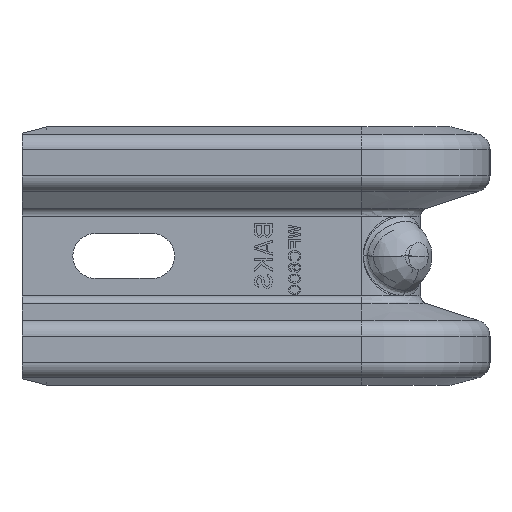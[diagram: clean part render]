
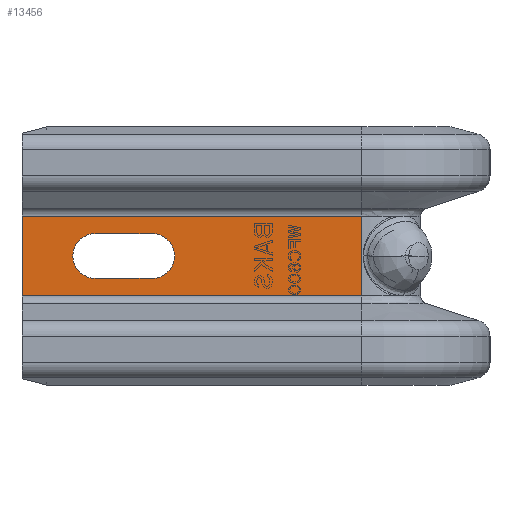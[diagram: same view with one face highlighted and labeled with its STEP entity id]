
A CAD part, left-side view. The second image highlights one B-rep face of the part: STEP entity #13456.
In plain terms, the highlighted planar face has unit normal (-1, 0, 0).
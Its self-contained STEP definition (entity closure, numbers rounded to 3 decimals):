
#2300=DIRECTION('',(0.,1.,0.));
#2301=VECTOR('',#2300,14.);
#2302=CARTESIAN_POINT('',(-657.,83.,5.5));
#2303=LINE('',#2302,#2301);
#2304=CARTESIAN_POINT('',(-657.,97.,0.));
#2305=DIRECTION('',(1.,0.,0.));
#2306=DIRECTION('',(0.,0.,-1.));
#2307=AXIS2_PLACEMENT_3D('',#2304,#2305,#2306);
#2309=DIRECTION('',(0.,-1.,0.));
#2310=VECTOR('',#2309,14.);
#2311=CARTESIAN_POINT('',(-657.,97.,-5.5));
#2312=LINE('',#2311,#2310);
#2313=CARTESIAN_POINT('',(-657.,83.,0.));
#2314=DIRECTION('',(1.,0.,0.));
#2315=DIRECTION('',(0.,0.,1.));
#2316=AXIS2_PLACEMENT_3D('',#2313,#2314,#2315);
#2318=DIRECTION('',(0.,0.,1.));
#2319=VECTOR('',#2318,19.6);
#2320=CARTESIAN_POINT('',(-657.,115.,-9.8));
#2321=LINE('',#2320,#2319);
#2322=DIRECTION('',(0.,0.,1.));
#2323=VECTOR('',#2322,19.6);
#2324=CARTESIAN_POINT('',(-657.,31.5,-9.8));
#2325=LINE('',#2324,#2323);
#2326=DIRECTION('',(0.,1.,0.));
#2327=VECTOR('',#2326,83.5);
#2328=CARTESIAN_POINT('',(-657.,31.5,-9.8));
#2329=LINE('',#2328,#2327);
#6318=DIRECTION('',(0.,1.,0.));
#6319=VECTOR('',#6318,83.5);
#6320=CARTESIAN_POINT('',(-657.,31.5,9.8));
#6321=LINE('',#6320,#6319);
#8855=CARTESIAN_POINT('',(-657.,31.5,-9.8));
#8856=VERTEX_POINT('',#8855);
#8857=CARTESIAN_POINT('',(-657.,31.5,9.8));
#8858=VERTEX_POINT('',#8857);
#8951=CARTESIAN_POINT('',(-657.,83.,5.5));
#8952=CARTESIAN_POINT('',(-657.,97.,5.5));
#8953=VERTEX_POINT('',#8951);
#8954=VERTEX_POINT('',#8952);
#8955=CARTESIAN_POINT('',(-657.,97.,-5.5));
#8956=VERTEX_POINT('',#8955);
#8957=CARTESIAN_POINT('',(-657.,83.,-5.5));
#8958=VERTEX_POINT('',#8957);
#11005=CARTESIAN_POINT('',(-657.,115.,-9.8));
#11006=VERTEX_POINT('',#11005);
#11007=CARTESIAN_POINT('',(-657.,115.,9.8));
#11008=VERTEX_POINT('',#11007);
#13433=CARTESIAN_POINT('',(-657.,31.5,-9.8));
#13434=DIRECTION('',(-1.,0.,0.));
#13435=DIRECTION('',(0.,0.,1.));
#13436=AXIS2_PLACEMENT_3D('',#13433,#13434,#13435);
#13437=PLANE('',#13436);
#13439=ORIENTED_EDGE('',*,*,#13438,.T.);
#13441=ORIENTED_EDGE('',*,*,#13440,.F.);
#13442=ORIENTED_EDGE('',*,*,#11933,.F.);
#13443=ORIENTED_EDGE('',*,*,#13425,.T.);
#13444=EDGE_LOOP('',(#13439,#13441,#13442,#13443));
#13445=FACE_OUTER_BOUND('',#13444,.F.);
#13447=ORIENTED_EDGE('',*,*,#13446,.T.);
#13449=ORIENTED_EDGE('',*,*,#13448,.F.);
#13451=ORIENTED_EDGE('',*,*,#13450,.T.);
#13453=ORIENTED_EDGE('',*,*,#13452,.F.);
#13454=EDGE_LOOP('',(#13447,#13449,#13451,#13453));
#13455=FACE_BOUND('',#13454,.F.);
#13456=ADVANCED_FACE('',(#13445,#13455),#13437,.T.);
#2308=CIRCLE('',#2307,5.5);
#2317=CIRCLE('',#2316,5.5);
#11933=EDGE_CURVE('',#8856,#8858,#2325,.T.);
#13425=EDGE_CURVE('',#8856,#11006,#2329,.T.);
#13438=EDGE_CURVE('',#11006,#11008,#2321,.T.);
#13440=EDGE_CURVE('',#8858,#11008,#6321,.T.);
#13446=EDGE_CURVE('',#8953,#8954,#2303,.T.);
#13448=EDGE_CURVE('',#8956,#8954,#2308,.T.);
#13450=EDGE_CURVE('',#8956,#8958,#2312,.T.);
#13452=EDGE_CURVE('',#8953,#8958,#2317,.T.);
